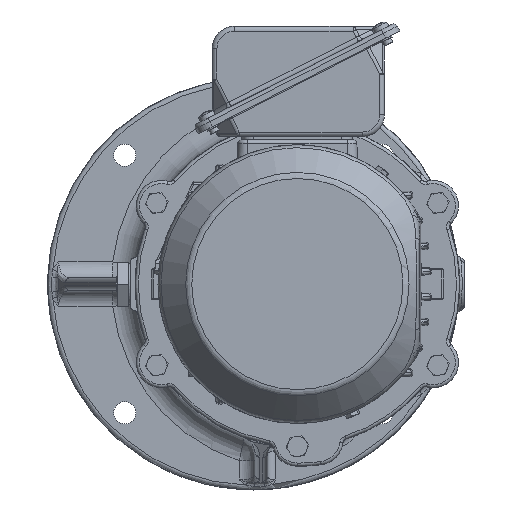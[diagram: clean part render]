
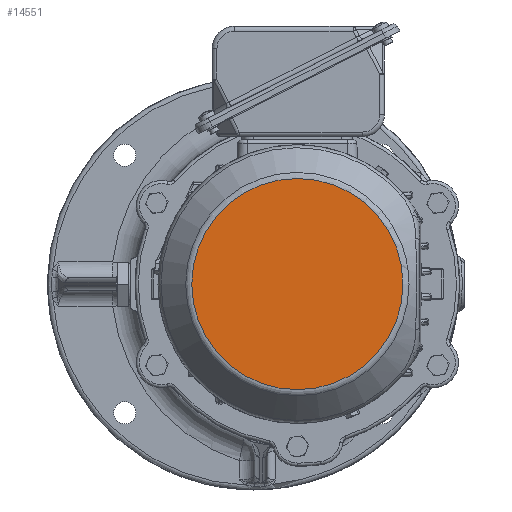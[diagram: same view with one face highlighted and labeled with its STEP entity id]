
A CAD part, left-side view. The second image highlights one B-rep face of the part: STEP entity #14551.
In plain terms, the highlighted planar face has unit normal (-1, 0, 0).
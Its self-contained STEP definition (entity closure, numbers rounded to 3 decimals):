
#14551 = ADVANCED_FACE ( 'NONE', ( #34584 ), #17864, .F. ) ;
#16496 = VERTEX_POINT ( 'NONE', #70026 ) ;
#17864 = PLANE ( 'NONE',  #29670 ) ;
#18242 = CARTESIAN_POINT ( 'NONE',  ( -260., 69., 0. ) ) ;
#23417 = AXIS2_PLACEMENT_3D ( 'NONE', #31141, #51298, #74554 ) ;
#29522 = DIRECTION ( 'NONE',  ( 0., -1., 0. ) ) ;
#29670 = AXIS2_PLACEMENT_3D ( 'NONE', #18242, #52435, #29522 ) ;
#31141 = CARTESIAN_POINT ( 'NONE',  ( -260., 0., 0. ) ) ;
#34584 = FACE_OUTER_BOUND ( 'NONE', #63822, .T. ) ;
#37011 = CIRCLE ( 'NONE', #23417, 66.668 ) ;
#38887 = ORIENTED_EDGE ( 'NONE', *, *, #56867, .T. ) ;
#51298 = DIRECTION ( 'NONE',  ( -1., 0., 0. ) ) ;
#52435 = DIRECTION ( 'NONE',  ( 1., 0., 0. ) ) ;
#56867 = EDGE_CURVE ( 'NONE', #16496, #16496, #37011, .T. ) ;
#63822 = EDGE_LOOP ( 'NONE', ( #38887 ) ) ;
#70026 = CARTESIAN_POINT ( 'NONE',  ( -260., -66.668, 0. ) ) ;
#74554 = DIRECTION ( 'NONE',  ( 0., -1., 0. ) ) ;
